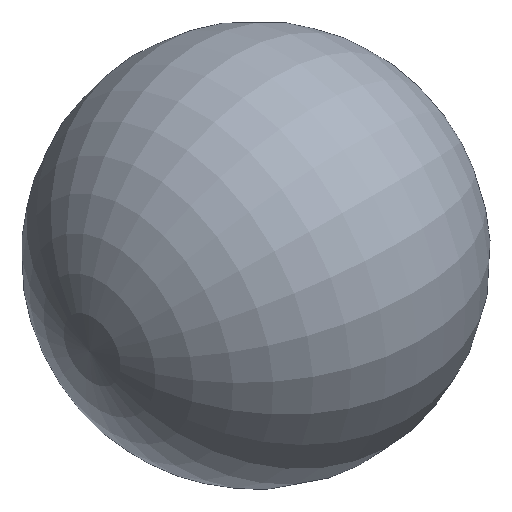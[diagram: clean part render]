
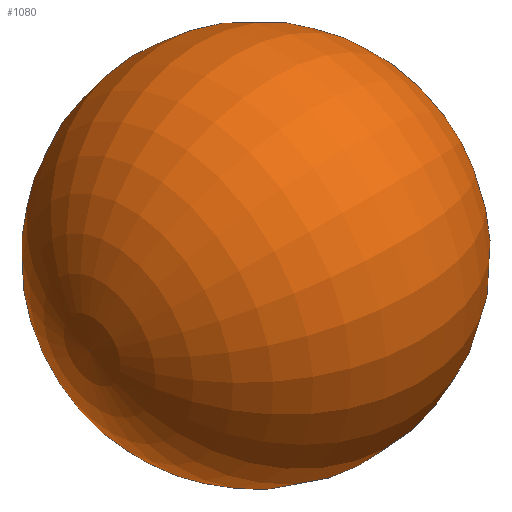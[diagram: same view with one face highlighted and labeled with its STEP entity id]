
A CAD part, isometric view. The second image highlights one B-rep face of the part: STEP entity #1080.
In plain terms, the highlighted toroidal (fillet/blend) face has major radius 9.949 mm and minor radius 5000 mm.
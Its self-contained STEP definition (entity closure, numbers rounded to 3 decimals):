
#245=VERTEX_LOOP('',#721);
#246=ORIENTED_EDGE('',*,*,#551,.T.);
#551=EDGE_CURVE('',#720,#720,#831,.F.);
#720=VERTEX_POINT('',#1722);
#721=VERTEX_POINT('',#1723);
#831=CIRCLE('',#1269,77.889);
#912=EDGE_LOOP('',(#246));
#995=FACE_BOUND('',#912,.T.);
#996=FACE_BOUND('',#245,.T.);
#1079=DEGENERATE_TOROIDAL_SURFACE('',#1268,9.949,5000.,.T.);
#1080=ADVANCED_FACE('',(#995,#996),#1079,.T.);
#1268=AXIS2_PLACEMENT_3D('',#1720,#1406,#1407);
#1269=AXIS2_PLACEMENT_3D('',#1721,#1408,#1409);
#1406=DIRECTION('',(-1.,0.,0.));
#1407=DIRECTION('',(0.,0.,1.));
#1408=DIRECTION('',(-1.,0.,0.));
#1409=DIRECTION('',(0.,0.,1.));
#1720=CARTESIAN_POINT('',(-4939.771,0.,0.));
#1721=CARTESIAN_POINT('',(59.767,0.,0.));
#1722=CARTESIAN_POINT('',(59.767,0.,77.889));
#1723=CARTESIAN_POINT('',(60.219,0.,0.));
